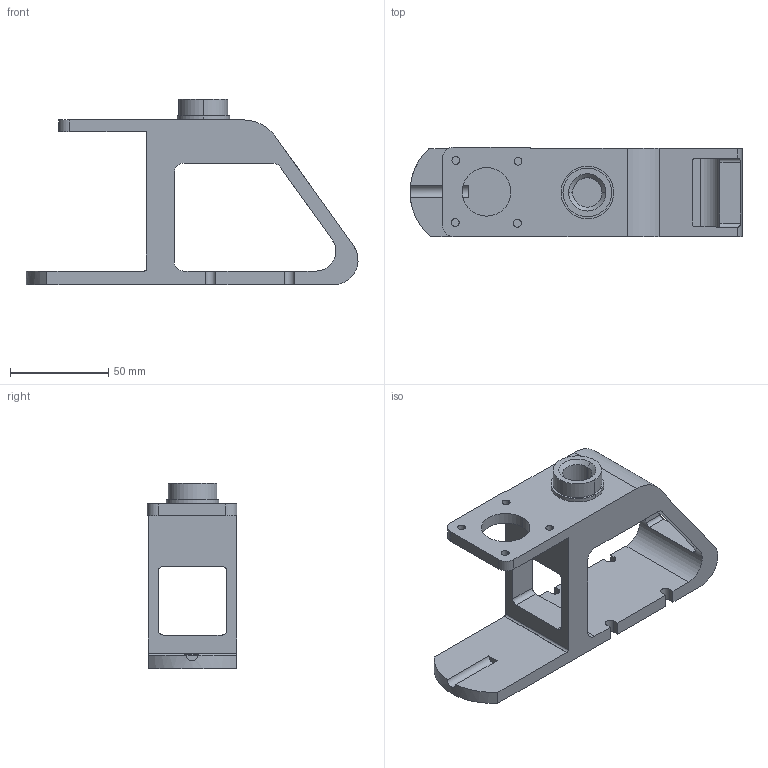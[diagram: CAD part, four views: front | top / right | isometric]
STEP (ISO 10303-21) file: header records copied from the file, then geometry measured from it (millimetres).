
FILE_DESCRIPTION (( 'STEP AP203' ), '1' );
FILE_NAME ('MyBottom_¹w³]_sldprt.STEP', '2023-06-06T06:58:14', ( '' ), ( '' ), 'SwSTEP 2.0', 'SolidWorks 2016', '' );
FILE_SCHEMA (( 'CONFIG_CONTROL_DESIGN' ));
Length unit declared in the file: millimetre
Products named in the file (1): MyBottom_預設_sldprt
Bounding box: 169.14 x 45.64 x 94.5 mm (x, y, z)
Volume: 155128.5 mm3; surface area: 43592.2 mm2
Topology: 1 solids, 1 shells, 80 faces, 237 edges, 157 vertices
Faces by surface type: cylinder 40, plane 38, cone 2
Entity records: 2887 total; most frequent: CARTESIAN_POINT 595, ORIENTED_EDGE 474, DIRECTION 458, EDGE_CURVE 237, VERTEX_POINT 157, AXIS2_PLACEMENT_3D 154, LINE 150, VECTOR 150
